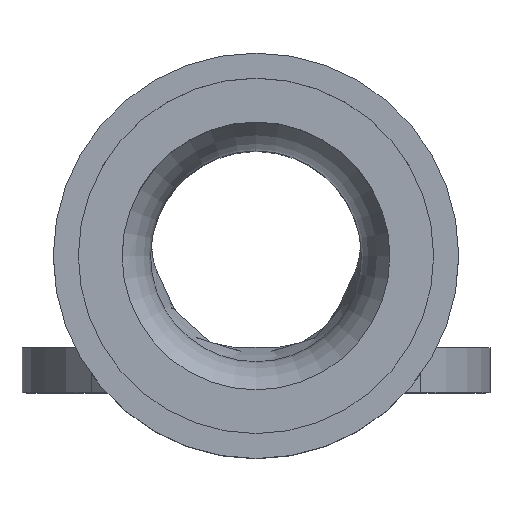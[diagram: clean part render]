
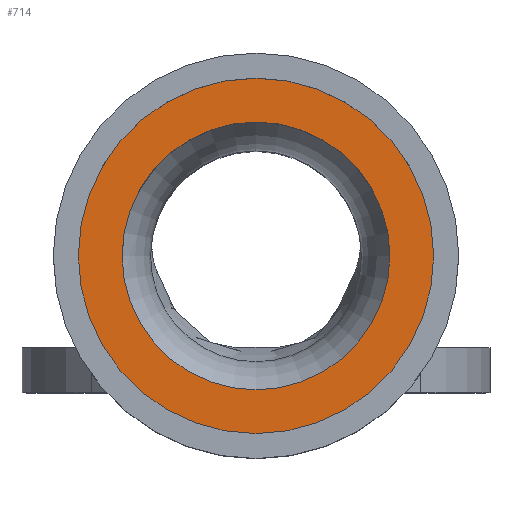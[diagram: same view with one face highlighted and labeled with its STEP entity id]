
A CAD part, top view. The second image highlights one B-rep face of the part: STEP entity #714.
In plain terms, the highlighted planar face has unit normal (0, 0, 1).
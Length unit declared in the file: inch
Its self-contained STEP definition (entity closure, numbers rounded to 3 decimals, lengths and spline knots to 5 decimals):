
#128=PLANE($,#787);
#163=FACE_BOUND($,#267,.T.);
#164=FACE_BOUND($,#268,.T.);
#267=EDGE_LOOP($,(#648));
#268=EDGE_LOOP($,(#649));
#312=CIRCLE($,#786,0.107);
#313=CIRCLE($,#788,0.142);
#382=VERTEX_POINT($,#1588);
#383=VERTEX_POINT($,#1591);
#477=EDGE_CURVE($,#382,#382,#312,.T.);
#478=EDGE_CURVE($,#383,#383,#313,.T.);
#648=ORIENTED_EDGE($,*,*,#477,.T.);
#649=ORIENTED_EDGE($,*,*,#478,.F.);
#714=ADVANCED_FACE($,(#163,#164),#128,.T.);
#786=AXIS2_PLACEMENT_3D($,#1589,#944,#945);
#787=AXIS2_PLACEMENT_3D($,#1590,#946,#947);
#788=AXIS2_PLACEMENT_3D($,#1592,#948,#949);
#944=DIRECTION('center_axis',(0.,0.,-1.));
#945=DIRECTION('ref_axis',(1.,0.,0.));
#946=DIRECTION('center_axis',(0.,0.,1.));
#947=DIRECTION('ref_axis',(1.,0.,0.));
#948=DIRECTION('center_axis',(0.,0.,-1.));
#949=DIRECTION('ref_axis',(1.,0.,0.));
#1588=CARTESIAN_POINT('',(-0.107,0.,0.52671));
#1589=CARTESIAN_POINT('Origin',(0.,0.,0.52671));
#1590=CARTESIAN_POINT('Origin',(-0.142,0.,0.52671));
#1591=CARTESIAN_POINT('',(-0.142,0.,0.52671));
#1592=CARTESIAN_POINT('Origin',(0.,0.,0.52671));
